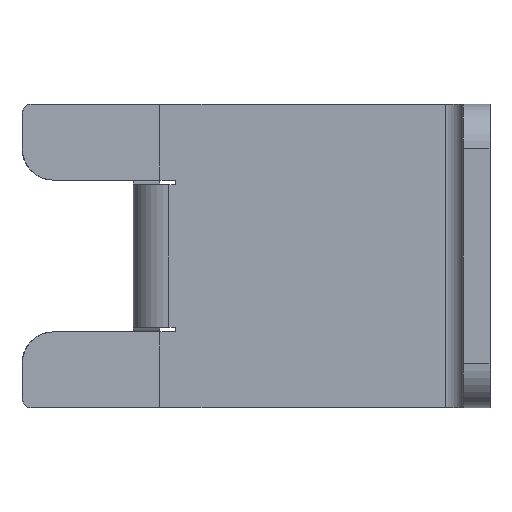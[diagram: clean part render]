
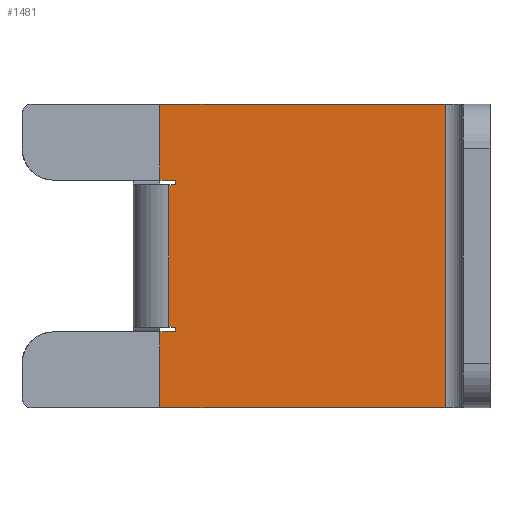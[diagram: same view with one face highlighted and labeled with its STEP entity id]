
A CAD part, left-side view. The second image highlights one B-rep face of the part: STEP entity #1481.
In plain terms, the highlighted planar face has unit normal (-1, 0, 0).
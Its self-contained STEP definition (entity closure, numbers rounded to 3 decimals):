
#89 = EDGE_CURVE ( 'NONE', #2029, #661, #2560, .T. ) ;
#111 = VERTEX_POINT ( 'NONE', #1980 ) ;
#141 = VERTEX_POINT ( 'NONE', #749 ) ;
#150 = CARTESIAN_POINT ( 'NONE',  ( 12., 32.25, 8. ) ) ;
#168 = EDGE_CURVE ( 'NONE', #2061, #661, #556, .T. ) ;
#187 = DIRECTION ( 'NONE',  ( 0., 1., 0. ) ) ;
#242 = EDGE_CURVE ( 'NONE', #2534, #2055, #1010, .T. ) ;
#244 = CARTESIAN_POINT ( 'NONE',  ( 12., 2., 17. ) ) ;
#286 = LINE ( 'NONE', #687, #1834 ) ;
#299 = DIRECTION ( 'NONE',  ( 0., 1., 0. ) ) ;
#322 = VERTEX_POINT ( 'NONE', #2253 ) ;
#361 = CARTESIAN_POINT ( 'NONE',  ( 12., 0., -8.5 ) ) ;
#367 = CARTESIAN_POINT ( 'NONE',  ( 12., 33.991, 8.5 ) ) ;
#393 = EDGE_CURVE ( 'NONE', #1267, #2273, #1092, .T. ) ;
#399 = LINE ( 'NONE', #619, #1168 ) ;
#418 = EDGE_LOOP ( 'NONE', ( #428, #2182, #452, #1797, #1582, #1252, #2268, #2427, #1055, #1770, #2180, #1516 ) ) ;
#428 = ORIENTED_EDGE ( 'NONE', *, *, #393, .F. ) ;
#452 = ORIENTED_EDGE ( 'NONE', *, *, #242, .T. ) ;
#471 = LINE ( 'NONE', #1840, #810 ) ;
#556 = LINE ( 'NONE', #1356, #1404 ) ;
#619 = CARTESIAN_POINT ( 'NONE',  ( 12., 33., 8. ) ) ;
#630 = DIRECTION ( 'NONE',  ( 0., -1., 0. ) ) ;
#639 = DIRECTION ( 'NONE',  ( 0., -1., 0. ) ) ;
#661 = VERTEX_POINT ( 'NONE', #1666 ) ;
#667 = DIRECTION ( 'NONE',  ( -1., 0., 0. ) ) ;
#686 = VECTOR ( 'NONE', #639, 1000. ) ;
#687 = CARTESIAN_POINT ( 'NONE',  ( 12., 2., 17. ) ) ;
#693 = DIRECTION ( 'NONE',  ( 0., -1., 0. ) ) ;
#718 = CARTESIAN_POINT ( 'NONE',  ( 12., 32.25, -8.5 ) ) ;
#749 = CARTESIAN_POINT ( 'NONE',  ( 12., 32.25, -8. ) ) ;
#808 = DIRECTION ( 'NONE',  ( 0., 0., -1. ) ) ;
#810 = VECTOR ( 'NONE', #2222, 1000. ) ;
#816 = CARTESIAN_POINT ( 'NONE',  ( 12., 33.991, 17. ) ) ;
#840 = EDGE_CURVE ( 'NONE', #2055, #1555, #2121, .T. ) ;
#884 = CARTESIAN_POINT ( 'NONE',  ( 12., 0., 0. ) ) ;
#1010 = LINE ( 'NONE', #2608, #686 ) ;
#1012 = EDGE_CURVE ( 'NONE', #2534, #1267, #1611, .T. ) ;
#1055 = ORIENTED_EDGE ( 'NONE', *, *, #89, .T. ) ;
#1080 = PLANE ( 'NONE',  #1921 ) ;
#1092 = LINE ( 'NONE', #2518, #2208 ) ;
#1098 = EDGE_CURVE ( 'NONE', #1555, #322, #1275, .T. ) ;
#1106 = EDGE_CURVE ( 'NONE', #2273, #111, #286, .T. ) ;
#1127 = VECTOR ( 'NONE', #299, 1000. ) ;
#1136 = CARTESIAN_POINT ( 'NONE',  ( 12., 32.25, 8.5 ) ) ;
#1168 = VECTOR ( 'NONE', #1618, 1000. ) ;
#1202 = CARTESIAN_POINT ( 'NONE',  ( 12., 34., -17. ) ) ;
#1252 = ORIENTED_EDGE ( 'NONE', *, *, #1271, .T. ) ;
#1267 = VERTEX_POINT ( 'NONE', #816 ) ;
#1271 = EDGE_CURVE ( 'NONE', #322, #1380, #399, .T. ) ;
#1275 = LINE ( 'NONE', #2131, #1127 ) ;
#1313 = DIRECTION ( 'NONE',  ( 0., 0., -1. ) ) ;
#1320 = VECTOR ( 'NONE', #808, 1000. ) ;
#1325 = EDGE_CURVE ( 'NONE', #111, #2061, #1779, .T. ) ;
#1356 = CARTESIAN_POINT ( 'NONE',  ( 12., 33.991, -17. ) ) ;
#1380 = VERTEX_POINT ( 'NONE', #2342 ) ;
#1404 = VECTOR ( 'NONE', #1966, 1000. ) ;
#1481 = ADVANCED_FACE ( 'NONE', ( #2101 ), #1080, .T. ) ;
#1516 = ORIENTED_EDGE ( 'NONE', *, *, #1106, .F. ) ;
#1555 = VERTEX_POINT ( 'NONE', #150 ) ;
#1582 = ORIENTED_EDGE ( 'NONE', *, *, #1098, .T. ) ;
#1611 = LINE ( 'NONE', #2035, #2466 ) ;
#1618 = DIRECTION ( 'NONE',  ( 0., 0., -1. ) ) ;
#1666 = CARTESIAN_POINT ( 'NONE',  ( 12., 33.991, -8.5 ) ) ;
#1750 = CARTESIAN_POINT ( 'NONE',  ( 12., 33.991, -17. ) ) ;
#1770 = ORIENTED_EDGE ( 'NONE', *, *, #168, .F. ) ;
#1779 = LINE ( 'NONE', #1202, #2259 ) ;
#1797 = ORIENTED_EDGE ( 'NONE', *, *, #840, .T. ) ;
#1834 = VECTOR ( 'NONE', #1313, 1000. ) ;
#1840 = CARTESIAN_POINT ( 'NONE',  ( 12., 0., -8. ) ) ;
#1921 = AXIS2_PLACEMENT_3D ( 'NONE', #884, #667, #630 ) ;
#1966 = DIRECTION ( 'NONE',  ( 0., 0., 1. ) ) ;
#1980 = CARTESIAN_POINT ( 'NONE',  ( 12., 2., -17. ) ) ;
#2029 = VERTEX_POINT ( 'NONE', #718 ) ;
#2035 = CARTESIAN_POINT ( 'NONE',  ( 12., 33.991, 8.5 ) ) ;
#2037 = VECTOR ( 'NONE', #2374, 1000. ) ;
#2055 = VERTEX_POINT ( 'NONE', #1136 ) ;
#2061 = VERTEX_POINT ( 'NONE', #1750 ) ;
#2101 = FACE_OUTER_BOUND ( 'NONE', #418, .T. ) ;
#2121 = LINE ( 'NONE', #2345, #2299 ) ;
#2131 = CARTESIAN_POINT ( 'NONE',  ( 12., 0., 8. ) ) ;
#2147 = DIRECTION ( 'NONE',  ( 0., 0., -1. ) ) ;
#2180 = ORIENTED_EDGE ( 'NONE', *, *, #1325, .F. ) ;
#2182 = ORIENTED_EDGE ( 'NONE', *, *, #1012, .F. ) ;
#2197 = EDGE_CURVE ( 'NONE', #141, #2029, #2606, .T. ) ;
#2208 = VECTOR ( 'NONE', #693, 1000. ) ;
#2222 = DIRECTION ( 'NONE',  ( 0., -1., 0. ) ) ;
#2253 = CARTESIAN_POINT ( 'NONE',  ( 12., 33., 8. ) ) ;
#2259 = VECTOR ( 'NONE', #187, 1000. ) ;
#2268 = ORIENTED_EDGE ( 'NONE', *, *, #2318, .T. ) ;
#2273 = VERTEX_POINT ( 'NONE', #244 ) ;
#2299 = VECTOR ( 'NONE', #2147, 1000. ) ;
#2318 = EDGE_CURVE ( 'NONE', #1380, #141, #471, .T. ) ;
#2342 = CARTESIAN_POINT ( 'NONE',  ( 12., 33., -8. ) ) ;
#2345 = CARTESIAN_POINT ( 'NONE',  ( 12., 32.25, 0. ) ) ;
#2374 = DIRECTION ( 'NONE',  ( 0., 1., 0. ) ) ;
#2408 = CARTESIAN_POINT ( 'NONE',  ( 12., 32.25, 0. ) ) ;
#2418 = DIRECTION ( 'NONE',  ( 0., 0., 1. ) ) ;
#2427 = ORIENTED_EDGE ( 'NONE', *, *, #2197, .T. ) ;
#2466 = VECTOR ( 'NONE', #2418, 1000. ) ;
#2518 = CARTESIAN_POINT ( 'NONE',  ( 12., 0., 17. ) ) ;
#2534 = VERTEX_POINT ( 'NONE', #367 ) ;
#2560 = LINE ( 'NONE', #361, #2037 ) ;
#2606 = LINE ( 'NONE', #2408, #1320 ) ;
#2608 = CARTESIAN_POINT ( 'NONE',  ( 12., 0., 8.5 ) ) ;
